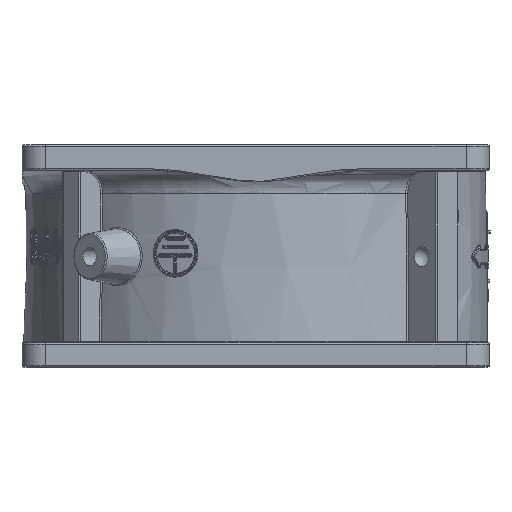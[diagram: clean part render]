
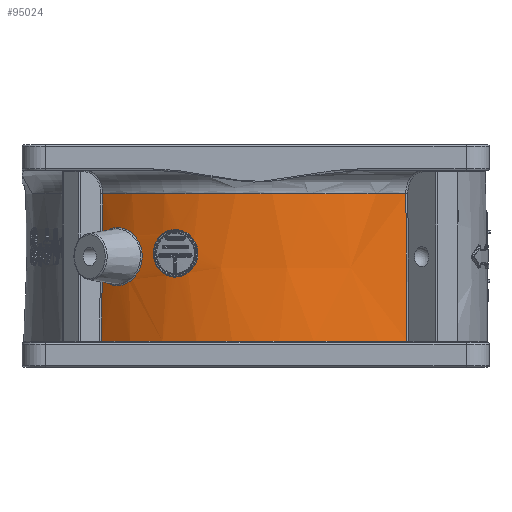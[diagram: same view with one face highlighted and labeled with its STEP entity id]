
A CAD part, front view. The second image highlights one B-rep face of the part: STEP entity #95024.
In plain terms, the highlighted conical face has half-angle 0.597 degrees and reference radius 39.955 mm.
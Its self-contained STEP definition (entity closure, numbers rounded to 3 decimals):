
#3437=CONICAL_SURFACE('',#101873,39.955,0.01);
#3502=FACE_BOUND('',#21001,.T.);
#5655=CIRCLE('',#101874,40.108);
#5656=CIRCLE('',#101875,39.842);
#5657=CIRCLE('',#101876,40.108);
#9183=B_SPLINE_CURVE_WITH_KNOTS('',3,(#154840,#154841,#154842,#154843,#154844,
#154845,#154846,#154847,#154848,#154849,#154850,#154851,#154852,#154853,
#154854),.UNSPECIFIED.,.T.,.F.,(4,1,1,1,1,1,1,1,1,1,1,1,4),(-2.904,
-2.731,-2.559,-2.214,-2.042,
-1.869,-1.582,-1.525,-1.18,
-1.008,-0.835,-0.663,-0.49),
 .UNSPECIFIED.);
#9186=B_SPLINE_CURVE_WITH_KNOTS('',3,(#154882,#154883,#154884,#154885),
 .UNSPECIFIED.,.F.,.F.,(4,4),(-2.601,-0.05),
 .UNSPECIFIED.);
#9187=B_SPLINE_CURVE_WITH_KNOTS('',3,(#154889,#154890,#154891,#154892),
 .UNSPECIFIED.,.F.,.F.,(4,4),(-0.706,0.),.UNSPECIFIED.);
#9188=B_SPLINE_CURVE_WITH_KNOTS('',3,(#154894,#154895,#154896,#154897,#154898,
#154899,#154900,#154901,#154902,#154903),.UNSPECIFIED.,.F.,.F.,(4,1,1,1,
1,1,1,4),(-2.338,-2.004,-1.67,-1.336,
-1.002,-0.668,-0.334,0.),
 .UNSPECIFIED.);
#9189=B_SPLINE_CURVE_WITH_KNOTS('',3,(#154905,#154906,#154907,#154908),
 .UNSPECIFIED.,.F.,.F.,(4,4),(-1.086,0.),.UNSPECIFIED.);
#9190=B_SPLINE_CURVE_WITH_KNOTS('',3,(#154911,#154912,#154913,#154914,#154915,
#154916),.UNSPECIFIED.,.F.,.F.,(4,1,1,4),(0.,0.351,
0.585,0.82),.UNSPECIFIED.);
#15006=FACE_OUTER_BOUND('',#21000,.T.);
#21000=EDGE_LOOP('',(#69376,#69377,#69378,#69379,#69380,#69381,#69382,#69383));
#21001=EDGE_LOOP('',(#69384));
#40448=VERTEX_POINT('',#154817);
#40453=VERTEX_POINT('',#154878);
#40454=VERTEX_POINT('',#154879);
#40455=VERTEX_POINT('',#154881);
#40456=VERTEX_POINT('',#154886);
#40457=VERTEX_POINT('',#154888);
#40458=VERTEX_POINT('',#154893);
#40459=VERTEX_POINT('',#154904);
#40460=VERTEX_POINT('',#154909);
#51218=EDGE_CURVE('',#40448,#40448,#9183,.T.);
#51222=EDGE_CURVE('',#40453,#40454,#5655,.T.);
#51223=EDGE_CURVE('',#40455,#40453,#9186,.T.);
#51224=EDGE_CURVE('',#40456,#40455,#5656,.T.);
#51225=EDGE_CURVE('',#40457,#40456,#9187,.T.);
#51226=EDGE_CURVE('',#40458,#40457,#9188,.T.);
#51227=EDGE_CURVE('',#40459,#40458,#9189,.T.);
#51228=EDGE_CURVE('',#40460,#40459,#5657,.T.);
#51229=EDGE_CURVE('',#40454,#40460,#9190,.T.);
#69376=ORIENTED_EDGE('',*,*,#51222,.F.);
#69377=ORIENTED_EDGE('',*,*,#51223,.F.);
#69378=ORIENTED_EDGE('',*,*,#51224,.F.);
#69379=ORIENTED_EDGE('',*,*,#51225,.F.);
#69380=ORIENTED_EDGE('',*,*,#51226,.F.);
#69381=ORIENTED_EDGE('',*,*,#51227,.F.);
#69382=ORIENTED_EDGE('',*,*,#51228,.F.);
#69383=ORIENTED_EDGE('',*,*,#51229,.F.);
#69384=ORIENTED_EDGE('',*,*,#51218,.F.);
#95024=ADVANCED_FACE('',(#15006,#3502),#3437,.T.);
#101873=AXIS2_PLACEMENT_3D('',#154877,#110281,#110282);
#101874=AXIS2_PLACEMENT_3D('',#154880,#110283,#110284);
#101875=AXIS2_PLACEMENT_3D('',#154887,#110285,#110286);
#101876=AXIS2_PLACEMENT_3D('',#154910,#110287,#110288);
#110281=DIRECTION('center_axis',(0.,0.,-1.));
#110282=DIRECTION('ref_axis',(1.,0.,0.));
#110283=DIRECTION('center_axis',(0.,0.,
-1.));
#110284=DIRECTION('ref_axis',(-0.008,-1.,0.));
#110285=DIRECTION('center_axis',(0.,0.,
1.));
#110286=DIRECTION('ref_axis',(0.962,0.273,0.));
#110287=DIRECTION('center_axis',(0.,0.,
-1.));
#110288=DIRECTION('ref_axis',(-0.008,-1.,0.));
#154817=CARTESIAN_POINT('',(-14.982,-36.989,23.615));
#154840=CARTESIAN_POINT('Ctrl Pts',(-14.982,-36.989,
23.615));
#154841=CARTESIAN_POINT('Ctrl Pts',(-15.528,-36.77,
23.439));
#154842=CARTESIAN_POINT('Ctrl Pts',(-16.532,-36.343,
22.815));
#154843=CARTESIAN_POINT('Ctrl Pts',(-17.856,-35.726,
20.738));
#154844=CARTESIAN_POINT('Ctrl Pts',(-17.708,-35.835,
18.029));
#154845=CARTESIAN_POINT('Ctrl Pts',(-16.158,-36.587,
16.169));
#154846=CARTESIAN_POINT('Ctrl Pts',(-14.183,-37.423,
15.296));
#154847=CARTESIAN_POINT('Ctrl Pts',(-12.359,-38.047,
15.721));
#154848=CARTESIAN_POINT('Ctrl Pts',(-10.481,-38.587,
17.244));
#154849=CARTESIAN_POINT('Ctrl Pts',(-9.653,-38.768,
19.336));
#154850=CARTESIAN_POINT('Ctrl Pts',(-10.369,-38.562,
21.769));
#154851=CARTESIAN_POINT('Ctrl Pts',(-11.589,-38.204,
23.164));
#154852=CARTESIAN_POINT('Ctrl Pts',(-13.259,-37.654,
23.875));
#154853=CARTESIAN_POINT('Ctrl Pts',(-14.435,-37.209,
23.792));
#154854=CARTESIAN_POINT('Ctrl Pts',(-14.982,-36.989,
23.615));
#154877=CARTESIAN_POINT('Origin',(0.,0.,19.1));
#154878=CARTESIAN_POINT('',(26.174,-30.39,4.447));
#154879=CARTESIAN_POINT('',(4.065,-39.901,4.447));
#154880=CARTESIAN_POINT('Origin',(0.,0.,4.447));
#154881=CARTESIAN_POINT('',(25.986,-30.202,29.958));
#154882=CARTESIAN_POINT('Ctrl Pts',(25.986,-30.202,
29.958));
#154883=CARTESIAN_POINT('Ctrl Pts',(26.048,-30.265,21.455));
#154884=CARTESIAN_POINT('Ctrl Pts',(26.111,-30.327,
12.951));
#154885=CARTESIAN_POINT('Ctrl Pts',(26.174,-30.39,
4.447));
#154886=CARTESIAN_POINT('',(-26.435,-29.809,29.958));
#154887=CARTESIAN_POINT('Origin',(0.,0.,29.958));
#154888=CARTESIAN_POINT('',(-26.488,-29.86,22.9));
#154889=CARTESIAN_POINT('Ctrl Pts',(-26.488,-29.86,
22.9));
#154890=CARTESIAN_POINT('Ctrl Pts',(-26.471,-29.843,
25.253));
#154891=CARTESIAN_POINT('Ctrl Pts',(-26.453,-29.826,
27.606));
#154892=CARTESIAN_POINT('Ctrl Pts',(-26.435,-29.809,
29.958));
#154893=CARTESIAN_POINT('',(-26.545,-29.915,15.309));
#154894=CARTESIAN_POINT('Ctrl Pts',(-26.545,-29.915,
15.309));
#154895=CARTESIAN_POINT('Ctrl Pts',(-25.925,-30.476,
14.58));
#154896=CARTESIAN_POINT('Ctrl Pts',(-24.269,-31.875,
13.708));
#154897=CARTESIAN_POINT('Ctrl Pts',(-21.49,-33.785,
14.6));
#154898=CARTESIAN_POINT('Ctrl Pts',(-19.55,-34.87,
17.325));
#154899=CARTESIAN_POINT('Ctrl Pts',(-19.51,-34.849,
20.874));
#154900=CARTESIAN_POINT('Ctrl Pts',(-21.42,-33.716,
23.606));
#154901=CARTESIAN_POINT('Ctrl Pts',(-24.188,-31.797,
24.5));
#154902=CARTESIAN_POINT('Ctrl Pts',(-25.857,-30.41,
23.628));
#154903=CARTESIAN_POINT('Ctrl Pts',(-26.488,-29.86,
22.9));
#154904=CARTESIAN_POINT('',(-26.627,-29.994,4.447));
#154905=CARTESIAN_POINT('Ctrl Pts',(-26.627,-29.994,
4.447));
#154906=CARTESIAN_POINT('Ctrl Pts',(-26.6,-29.968,
8.068));
#154907=CARTESIAN_POINT('Ctrl Pts',(-26.573,-29.941,
11.688));
#154908=CARTESIAN_POINT('Ctrl Pts',(-26.545,-29.915,
15.309));
#154909=CARTESIAN_POINT('',(-4.065,-39.901,4.447));
#154910=CARTESIAN_POINT('Origin',(0.,0.,4.447));
#154911=CARTESIAN_POINT('Ctrl Pts',(4.065,-39.901,
4.447));
#154912=CARTESIAN_POINT('Ctrl Pts',(2.908,-40.019,
4.447));
#154913=CARTESIAN_POINT('Ctrl Pts',(0.97,-40.132,
4.388));
#154914=CARTESIAN_POINT('Ctrl Pts',(-1.746,-40.093,
4.413));
#154915=CARTESIAN_POINT('Ctrl Pts',(-3.293,-39.98,
4.447));
#154916=CARTESIAN_POINT('Ctrl Pts',(-4.065,-39.901,
4.447));
